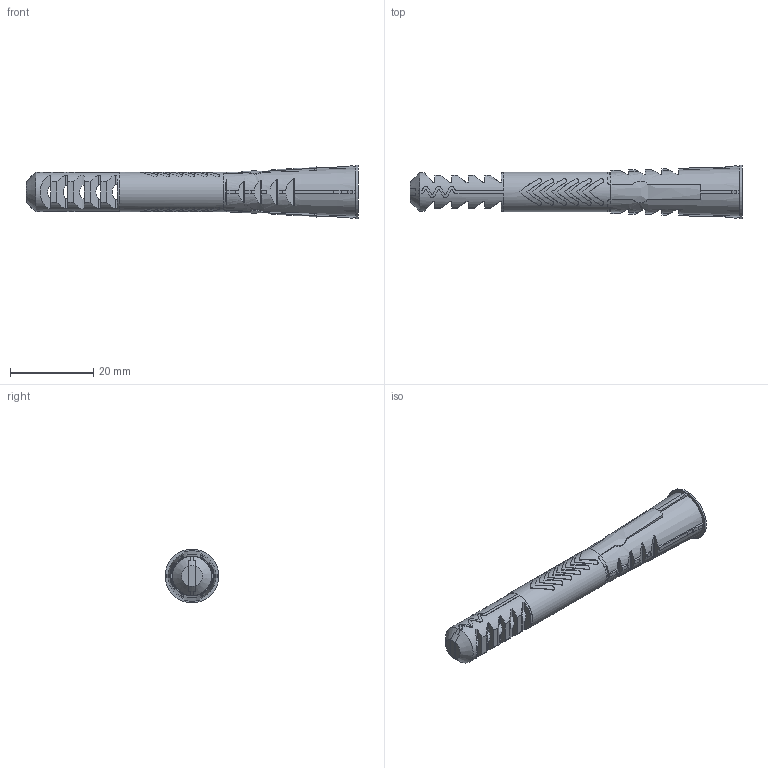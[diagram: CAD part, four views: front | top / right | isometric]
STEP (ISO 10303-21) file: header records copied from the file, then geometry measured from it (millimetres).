
FILE_DESCRIPTION(/* description */ ('STEP AP214'),/* implementation_level */ '2;1');
FILE_NAME(/* name */ 'SFS 631361',/* time_stamp */ '2022-10-20T13:57:27+02:00',/* author */ ('License CC BY-ND 4.0'),/* organization */ ('CADENAS'),/* preprocessor_version */ 'ST-DEVELOPER v18.102',/* originating_system */ 'PARTsolutions',/* authorisation */ ' ');
FILE_SCHEMA (('AUTOMOTIVE_DESIGN {1 0 10303 214 3 1 1}'));
Length unit declared in the file: millimetre
Products named in the file (1): SFS 631361
Bounding box: 80 x 13 x 13 mm (x, y, z)
Volume: 3192.7 mm3; surface area: 4531.8 mm2
Topology: 1 solids, 1 shells, 336 faces, 1001 edges, 667 vertices
Faces by surface type: plane 190, cylinder 135, cone 11
Full cylindrical faces by diameter (mm): 9.6 x1, 13 x1
Entity records: 13751 total; most frequent: CARTESIAN_POINT 3046, ORIENTED_EDGE 1928, DIRECTION 1498, EDGE_CURVE 964, VERTEX_POINT 644, AXIS2_PLACEMENT_3D 518, LINE 462, VECTOR 462
